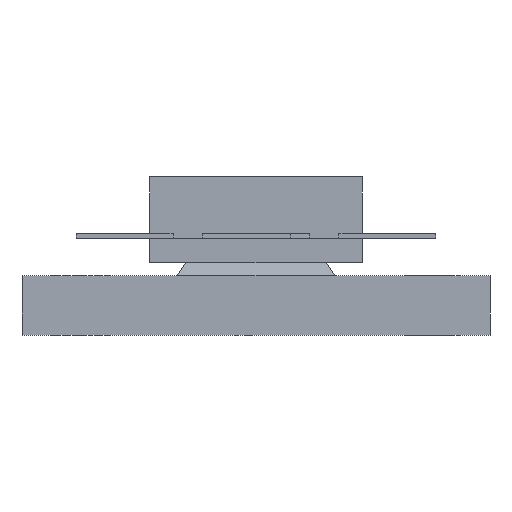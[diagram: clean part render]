
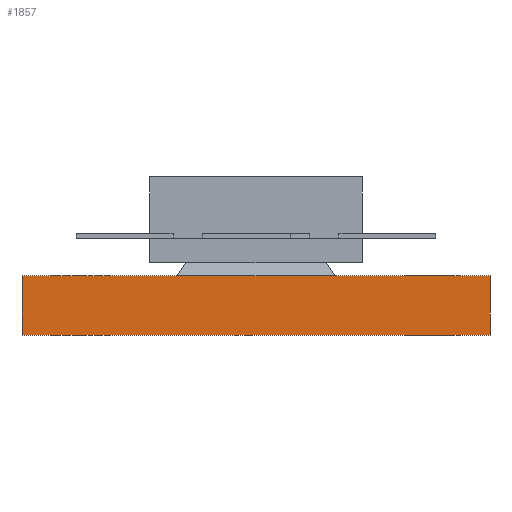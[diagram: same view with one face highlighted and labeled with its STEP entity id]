
A CAD part, front view. The second image highlights one B-rep face of the part: STEP entity #1857.
In plain terms, the highlighted planar face has unit normal (0, -1, 0).
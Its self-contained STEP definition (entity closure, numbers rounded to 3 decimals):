
#1857=ADVANCED_FACE('',(#3259),#3261,.T.);
#3259=FACE_BOUND('',#3260,.T.);
#3260=EDGE_LOOP('',(#4706,#4707,#4708,#4709));
#3261=PLANE('',#3262);
#3262=AXIS2_PLACEMENT_3D('',#3263,#3264,#3265);
#3263=CARTESIAN_POINT('',(-12.55,-5.05,0.));
#3264=DIRECTION('',(0.,-1.,0.));
#3265=DIRECTION('',(1.,0.,0.));
#4706=ORIENTED_EDGE('',*,*,#5291,.T.);
#4707=ORIENTED_EDGE('',*,*,#5292,.T.);
#4708=ORIENTED_EDGE('',*,*,#5283,.F.);
#4709=ORIENTED_EDGE('',*,*,#5289,.F.);
#5283=EDGE_CURVE('',#6223,#6225,#6226,.T.);
#5289=EDGE_CURVE('',#6235,#6223,#6237,.T.);
#5291=EDGE_CURVE('',#6235,#6239,#6240,.T.);
#5292=EDGE_CURVE('',#6239,#6225,#6241,.T.);
#6223=VERTEX_POINT('',#8317);
#6225=VERTEX_POINT('',#8321);
#6226=LINE('',#8322,#8323);
#6235=VERTEX_POINT('',#8343);
#6237=LINE('',#8347,#8348);
#6239=VERTEX_POINT('',#8353);
#6240=LINE('',#8354,#8355);
#6241=LINE('',#8357,#8358);
#8317=CARTESIAN_POINT('',(-12.55,-5.05,3.2));
#8321=CARTESIAN_POINT('',(12.55,-5.05,3.2));
#8322=CARTESIAN_POINT('',(-12.55,-5.05,3.2));
#8323=VECTOR('',#8324,1.);
#8324=DIRECTION('',(1.,0.,0.));
#8343=CARTESIAN_POINT('',(-12.55,-5.05,0.));
#8347=CARTESIAN_POINT('',(-12.55,-5.05,0.));
#8348=VECTOR('',#8349,1.);
#8349=DIRECTION('',(0.,0.,1.));
#8353=CARTESIAN_POINT('',(12.55,-5.05,0.));
#8354=CARTESIAN_POINT('',(-12.55,-5.05,0.));
#8355=VECTOR('',#8356,1.);
#8356=DIRECTION('',(1.,0.,0.));
#8357=CARTESIAN_POINT('',(12.55,-5.05,0.));
#8358=VECTOR('',#8359,1.);
#8359=DIRECTION('',(0.,0.,1.));
